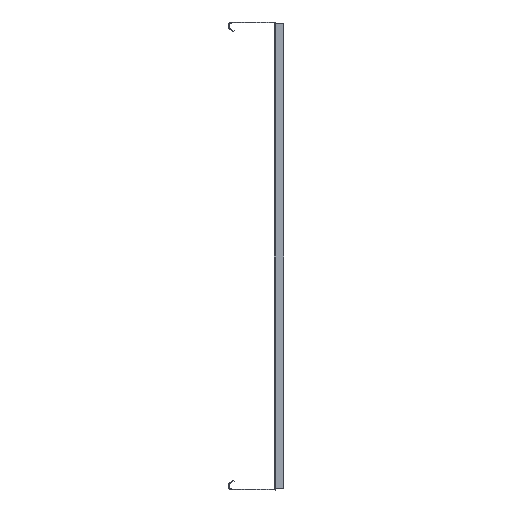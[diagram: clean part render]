
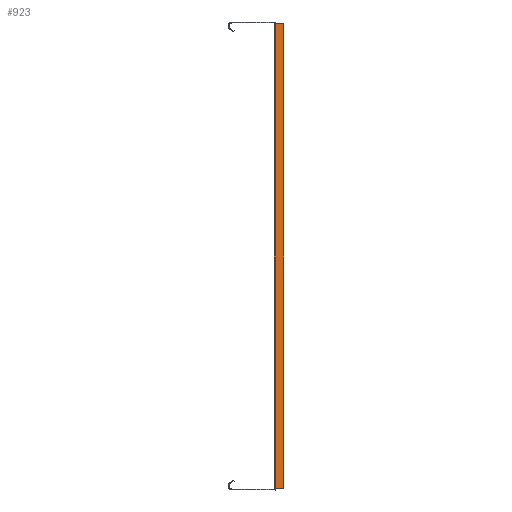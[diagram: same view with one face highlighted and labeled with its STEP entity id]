
A CAD part, left-side view. The second image highlights one B-rep face of the part: STEP entity #923.
In plain terms, the highlighted planar face has unit normal (-0.707, -0.707, 0).
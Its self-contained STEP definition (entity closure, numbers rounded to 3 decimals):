
#52 = LINE ( 'NONE', #3510, #4233 ) ;
#133 = LINE ( 'NONE', #1067, #914 ) ;
#183 = ORIENTED_EDGE ( 'NONE', *, *, #545, .F. ) ;
#337 = EDGE_CURVE ( 'NONE', #3662, #2983, #3771, .T. ) ;
#545 = EDGE_CURVE ( 'NONE', #2983, #4808, #133, .T. ) ;
#569 = ORIENTED_EDGE ( 'NONE', *, *, #337, .F. ) ;
#576 = VERTEX_POINT ( 'NONE', #3716 ) ;
#589 = LINE ( 'NONE', #2074, #1189 ) ;
#606 = CARTESIAN_POINT ( 'NONE',  ( -96.962, -7.712, -297.5 ) ) ;
#619 = DIRECTION ( 'NONE',  ( 0., 0., 1. ) ) ;
#747 = DIRECTION ( 'NONE',  ( -0.707, 0.707, 0. ) ) ;
#914 = VECTOR ( 'NONE', #747, 1000. ) ;
#923 = ADVANCED_FACE ( 'NONE', ( #3952 ), #931, .F. ) ;
#931 = PLANE ( 'NONE',  #2694 ) ;
#959 = LINE ( 'NONE', #3127, #2770 ) ;
#965 = CARTESIAN_POINT ( 'NONE',  ( -96.962, -7.712, -297.5 ) ) ;
#980 = DIRECTION ( 'NONE',  ( 0.707, 0.707, 0. ) ) ;
#1067 = CARTESIAN_POINT ( 'NONE',  ( -96.962, -7.712, -297.5 ) ) ;
#1189 = VECTOR ( 'NONE', #3236, 1000. ) ;
#1243 = DIRECTION ( 'NONE',  ( 0.707, -0.707, 0. ) ) ;
#1318 = CARTESIAN_POINT ( 'NONE',  ( -96.962, -7.712, 297.5 ) ) ;
#1476 = CARTESIAN_POINT ( 'NONE',  ( -105.925, 1.25, -297.5 ) ) ;
#1582 = ORIENTED_EDGE ( 'NONE', *, *, #2407, .F. ) ;
#2074 = CARTESIAN_POINT ( 'NONE',  ( -96.962, -7.712, 297.5 ) ) ;
#2247 = ORIENTED_EDGE ( 'NONE', *, *, #2466, .T. ) ;
#2259 = EDGE_CURVE ( 'NONE', #4477, #576, #959, .T. ) ;
#2399 = VERTEX_POINT ( 'NONE', #3844 ) ;
#2407 = EDGE_CURVE ( 'NONE', #4808, #2399, #4520, .T. ) ;
#2466 = EDGE_CURVE ( 'NONE', #4477, #2399, #589, .T. ) ;
#2568 = CARTESIAN_POINT ( 'NONE',  ( -93.425, -11.25, -297.5 ) ) ;
#2694 = AXIS2_PLACEMENT_3D ( 'NONE', #1318, #980, #3937 ) ;
#2770 = VECTOR ( 'NONE', #1243, 1000. ) ;
#2837 = ORIENTED_EDGE ( 'NONE', *, *, #2853, .F. ) ;
#2853 = EDGE_CURVE ( 'NONE', #576, #3662, #52, .T. ) ;
#2950 = ORIENTED_EDGE ( 'NONE', *, *, #2259, .F. ) ;
#2983 = VERTEX_POINT ( 'NONE', #965 ) ;
#3127 = CARTESIAN_POINT ( 'NONE',  ( -96.962, -7.712, 297.5 ) ) ;
#3236 = DIRECTION ( 'NONE',  ( -0.707, 0.707, 0. ) ) ;
#3495 = DIRECTION ( 'NONE',  ( 0., 0., -1. ) ) ;
#3510 = CARTESIAN_POINT ( 'NONE',  ( -93.425, -11.25, 297.5 ) ) ;
#3533 = VECTOR ( 'NONE', #619, 1000. ) ;
#3612 = CARTESIAN_POINT ( 'NONE',  ( -96.962, -7.712, 297.5 ) ) ;
#3639 = EDGE_LOOP ( 'NONE', ( #2837, #2950, #2247, #1582, #183, #569 ) ) ;
#3662 = VERTEX_POINT ( 'NONE', #2568 ) ;
#3716 = CARTESIAN_POINT ( 'NONE',  ( -93.425, -11.25, 297.5 ) ) ;
#3771 = LINE ( 'NONE', #606, #4745 ) ;
#3844 = CARTESIAN_POINT ( 'NONE',  ( -105.925, 1.25, 297.5 ) ) ;
#3937 = DIRECTION ( 'NONE',  ( -0.707, 0.707, 0. ) ) ;
#3952 = FACE_OUTER_BOUND ( 'NONE', #3639, .T. ) ;
#4031 = DIRECTION ( 'NONE',  ( -0.707, 0.707, 0. ) ) ;
#4233 = VECTOR ( 'NONE', #3495, 1000. ) ;
#4364 = CARTESIAN_POINT ( 'NONE',  ( -105.925, 1.25, 297.5 ) ) ;
#4477 = VERTEX_POINT ( 'NONE', #3612 ) ;
#4520 = LINE ( 'NONE', #4364, #3533 ) ;
#4745 = VECTOR ( 'NONE', #4031, 1000. ) ;
#4808 = VERTEX_POINT ( 'NONE', #1476 ) ;
